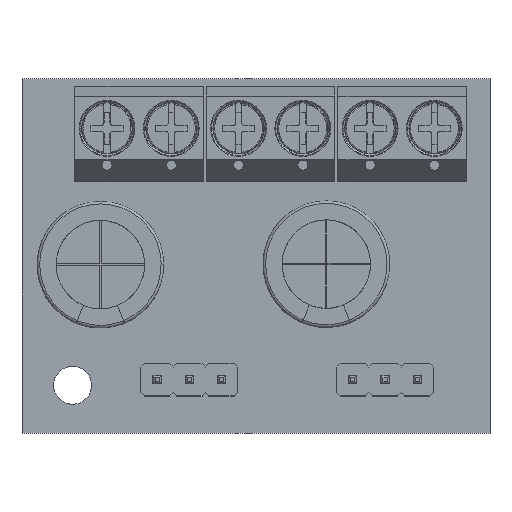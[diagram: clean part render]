
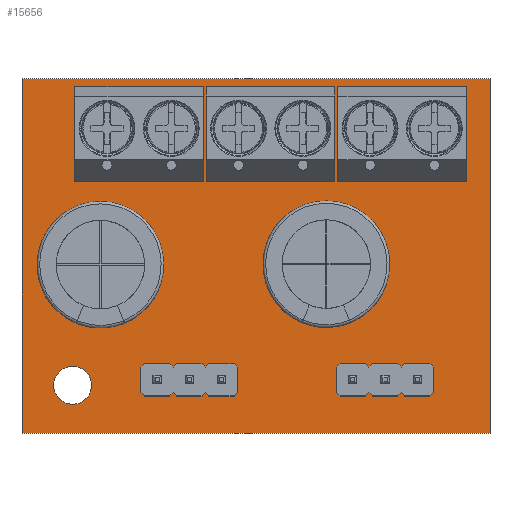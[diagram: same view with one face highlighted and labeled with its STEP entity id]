
A CAD part, top view. The second image highlights one B-rep face of the part: STEP entity #15656.
In plain terms, the highlighted planar face has unit normal (0, 0, 1).
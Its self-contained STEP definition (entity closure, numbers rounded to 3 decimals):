
#15357 = VERTEX_POINT('',#15358);
#15358 = CARTESIAN_POINT('',(-43.,-26.,1.6));
#15364 = EDGE_CURVE('',#15357,#15365,#15367,.T.);
#15365 = VERTEX_POINT('',#15366);
#15366 = CARTESIAN_POINT('',(-80.,-26.,1.6));
#15367 = LINE('',#15368,#15369);
#15368 = CARTESIAN_POINT('',(-43.,-26.,1.6));
#15369 = VECTOR('',#15370,1.);
#15370 = DIRECTION('',(-1.,0.,0.));
#15397 = VERTEX_POINT('',#15398);
#15398 = CARTESIAN_POINT('',(-43.,2.,1.6));
#15404 = EDGE_CURVE('',#15397,#15357,#15405,.T.);
#15405 = LINE('',#15406,#15407);
#15406 = CARTESIAN_POINT('',(-43.,2.,1.6));
#15407 = VECTOR('',#15408,1.);
#15408 = DIRECTION('',(0.,-1.,0.));
#15426 = EDGE_CURVE('',#15365,#15427,#15429,.T.);
#15427 = VERTEX_POINT('',#15428);
#15428 = CARTESIAN_POINT('',(-80.,2.,1.6));
#15429 = LINE('',#15430,#15431);
#15430 = CARTESIAN_POINT('',(-80.,-26.,1.6));
#15431 = VECTOR('',#15432,1.);
#15432 = DIRECTION('',(0.,1.,0.));
#15656 = ADVANCED_FACE('',(#15657,#15668,#15679,#15690,#15701,#15712,
    #15723,#15734,#15745,#15756,#15767,#15778,#15789,#15800,#15811,
    #15822,#15833,#15844),#15855,.F.);
#15657 = FACE_BOUND('',#15658,.F.);
#15658 = EDGE_LOOP('',(#15659,#15660,#15661,#15667));
#15659 = ORIENTED_EDGE('',*,*,#15364,.T.);
#15660 = ORIENTED_EDGE('',*,*,#15426,.T.);
#15661 = ORIENTED_EDGE('',*,*,#15662,.T.);
#15662 = EDGE_CURVE('',#15427,#15397,#15663,.T.);
#15663 = LINE('',#15664,#15665);
#15664 = CARTESIAN_POINT('',(-80.,2.,1.6));
#15665 = VECTOR('',#15666,1.);
#15666 = DIRECTION('',(1.,0.,0.));
#15667 = ORIENTED_EDGE('',*,*,#15404,.T.);
#15668 = FACE_BOUND('',#15669,.F.);
#15669 = EDGE_LOOP('',(#15670));
#15670 = ORIENTED_EDGE('',*,*,#15671,.F.);
#15671 = EDGE_CURVE('',#15672,#15672,#15674,.T.);
#15672 = VERTEX_POINT('',#15673);
#15673 = CARTESIAN_POINT('',(-48.76,-22.3,1.6));
#15674 = CIRCLE('',#15675,0.5);
#15675 = AXIS2_PLACEMENT_3D('',#15676,#15677,#15678);
#15676 = CARTESIAN_POINT('',(-48.76,-21.8,1.6));
#15677 = DIRECTION('',(-0.,0.,-1.));
#15678 = DIRECTION('',(-0.,-1.,0.));
#15679 = FACE_BOUND('',#15680,.F.);
#15680 = EDGE_LOOP('',(#15681));
#15681 = ORIENTED_EDGE('',*,*,#15682,.F.);
#15682 = EDGE_CURVE('',#15683,#15683,#15685,.T.);
#15683 = VERTEX_POINT('',#15684);
#15684 = CARTESIAN_POINT('',(-51.3,-22.3,1.6));
#15685 = CIRCLE('',#15686,0.5);
#15686 = AXIS2_PLACEMENT_3D('',#15687,#15688,#15689);
#15687 = CARTESIAN_POINT('',(-51.3,-21.8,1.6));
#15688 = DIRECTION('',(-0.,0.,-1.));
#15689 = DIRECTION('',(-0.,-1.,0.));
#15690 = FACE_BOUND('',#15691,.F.);
#15691 = EDGE_LOOP('',(#15692));
#15692 = ORIENTED_EDGE('',*,*,#15693,.F.);
#15693 = EDGE_CURVE('',#15694,#15694,#15696,.T.);
#15694 = VERTEX_POINT('',#15695);
#15695 = CARTESIAN_POINT('',(-53.84,-22.3,1.6));
#15696 = CIRCLE('',#15697,0.5);
#15697 = AXIS2_PLACEMENT_3D('',#15698,#15699,#15700);
#15698 = CARTESIAN_POINT('',(-53.84,-21.8,1.6));
#15699 = DIRECTION('',(-0.,0.,-1.));
#15700 = DIRECTION('',(-0.,-1.,0.));
#15701 = FACE_BOUND('',#15702,.F.);
#15702 = EDGE_LOOP('',(#15703));
#15703 = ORIENTED_EDGE('',*,*,#15704,.F.);
#15704 = EDGE_CURVE('',#15705,#15705,#15707,.T.);
#15705 = VERTEX_POINT('',#15706);
#15706 = CARTESIAN_POINT('',(-55.94,-15.656,1.6));
#15707 = CIRCLE('',#15708,0.5);
#15708 = AXIS2_PLACEMENT_3D('',#15709,#15710,#15711);
#15709 = CARTESIAN_POINT('',(-55.94,-15.156,1.6));
#15710 = DIRECTION('',(-0.,0.,-1.));
#15711 = DIRECTION('',(-0.,-1.,0.));
#15712 = FACE_BOUND('',#15713,.F.);
#15713 = EDGE_LOOP('',(#15714));
#15714 = ORIENTED_EDGE('',*,*,#15715,.F.);
#15715 = EDGE_CURVE('',#15716,#15716,#15718,.T.);
#15716 = VERTEX_POINT('',#15717);
#15717 = CARTESIAN_POINT('',(-64.245,-22.3,1.6));
#15718 = CIRCLE('',#15719,0.5);
#15719 = AXIS2_PLACEMENT_3D('',#15720,#15721,#15722);
#15720 = CARTESIAN_POINT('',(-64.245,-21.8,1.6));
#15721 = DIRECTION('',(-0.,0.,-1.));
#15722 = DIRECTION('',(-0.,-1.,0.));
#15723 = FACE_BOUND('',#15724,.F.);
#15724 = EDGE_LOOP('',(#15725));
#15725 = ORIENTED_EDGE('',*,*,#15726,.F.);
#15726 = EDGE_CURVE('',#15727,#15727,#15729,.T.);
#15727 = VERTEX_POINT('',#15728);
#15728 = CARTESIAN_POINT('',(-66.785,-22.3,1.6));
#15729 = CIRCLE('',#15730,0.5);
#15730 = AXIS2_PLACEMENT_3D('',#15731,#15732,#15733);
#15731 = CARTESIAN_POINT('',(-66.785,-21.8,1.6));
#15732 = DIRECTION('',(-0.,0.,-1.));
#15733 = DIRECTION('',(-0.,-1.,0.));
#15734 = FACE_BOUND('',#15735,.F.);
#15735 = EDGE_LOOP('',(#15736));
#15736 = ORIENTED_EDGE('',*,*,#15737,.F.);
#15737 = EDGE_CURVE('',#15738,#15738,#15740,.T.);
#15738 = VERTEX_POINT('',#15739);
#15739 = CARTESIAN_POINT('',(-69.325,-22.3,1.6));
#15740 = CIRCLE('',#15741,0.5);
#15741 = AXIS2_PLACEMENT_3D('',#15742,#15743,#15744);
#15742 = CARTESIAN_POINT('',(-69.325,-21.8,1.6));
#15743 = DIRECTION('',(-0.,0.,-1.));
#15744 = DIRECTION('',(-0.,-1.,0.));
#15745 = FACE_BOUND('',#15746,.F.);
#15746 = EDGE_LOOP('',(#15747));
#15747 = ORIENTED_EDGE('',*,*,#15748,.F.);
#15748 = EDGE_CURVE('',#15749,#15749,#15751,.T.);
#15749 = VERTEX_POINT('',#15750);
#15750 = CARTESIAN_POINT('',(-76.,-23.724,1.6));
#15751 = CIRCLE('',#15752,1.5);
#15752 = AXIS2_PLACEMENT_3D('',#15753,#15754,#15755);
#15753 = CARTESIAN_POINT('',(-76.,-22.224,1.6));
#15754 = DIRECTION('',(-0.,0.,-1.));
#15755 = DIRECTION('',(-0.,-1.,0.));
#15756 = FACE_BOUND('',#15757,.F.);
#15757 = EDGE_LOOP('',(#15758));
#15758 = ORIENTED_EDGE('',*,*,#15759,.F.);
#15759 = EDGE_CURVE('',#15760,#15760,#15762,.T.);
#15760 = VERTEX_POINT('',#15761);
#15761 = CARTESIAN_POINT('',(-73.8,-15.7,1.6));
#15762 = CIRCLE('',#15763,0.5);
#15763 = AXIS2_PLACEMENT_3D('',#15764,#15765,#15766);
#15764 = CARTESIAN_POINT('',(-73.8,-15.2,1.6));
#15765 = DIRECTION('',(-0.,0.,-1.));
#15766 = DIRECTION('',(-0.,-1.,0.));
#15767 = FACE_BOUND('',#15768,.F.);
#15768 = EDGE_LOOP('',(#15769));
#15769 = ORIENTED_EDGE('',*,*,#15770,.F.);
#15770 = EDGE_CURVE('',#15771,#15771,#15773,.T.);
#15771 = VERTEX_POINT('',#15772);
#15772 = CARTESIAN_POINT('',(-55.94,-10.656,1.6));
#15773 = CIRCLE('',#15774,0.5);
#15774 = AXIS2_PLACEMENT_3D('',#15775,#15776,#15777);
#15775 = CARTESIAN_POINT('',(-55.94,-10.156,1.6));
#15776 = DIRECTION('',(-0.,0.,-1.));
#15777 = DIRECTION('',(-0.,-1.,0.));
#15778 = FACE_BOUND('',#15779,.F.);
#15779 = EDGE_LOOP('',(#15780));
#15780 = ORIENTED_EDGE('',*,*,#15781,.F.);
#15781 = EDGE_CURVE('',#15782,#15782,#15784,.T.);
#15782 = VERTEX_POINT('',#15783);
#15783 = CARTESIAN_POINT('',(-47.4,-2.45,1.6));
#15784 = CIRCLE('',#15785,0.65);
#15785 = AXIS2_PLACEMENT_3D('',#15786,#15787,#15788);
#15786 = CARTESIAN_POINT('',(-47.4,-1.8,1.6));
#15787 = DIRECTION('',(-0.,0.,-1.));
#15788 = DIRECTION('',(-0.,-1.,0.));
#15789 = FACE_BOUND('',#15790,.F.);
#15790 = EDGE_LOOP('',(#15791));
#15791 = ORIENTED_EDGE('',*,*,#15792,.F.);
#15792 = EDGE_CURVE('',#15793,#15793,#15795,.T.);
#15793 = VERTEX_POINT('',#15794);
#15794 = CARTESIAN_POINT('',(-52.48,-2.45,1.6));
#15795 = CIRCLE('',#15796,0.65);
#15796 = AXIS2_PLACEMENT_3D('',#15797,#15798,#15799);
#15797 = CARTESIAN_POINT('',(-52.48,-1.8,1.6));
#15798 = DIRECTION('',(-0.,0.,-1.));
#15799 = DIRECTION('',(0.,-1.,-0.));
#15800 = FACE_BOUND('',#15801,.F.);
#15801 = EDGE_LOOP('',(#15802));
#15802 = ORIENTED_EDGE('',*,*,#15803,.F.);
#15803 = EDGE_CURVE('',#15804,#15804,#15806,.T.);
#15804 = VERTEX_POINT('',#15805);
#15805 = CARTESIAN_POINT('',(-57.8,-2.45,1.6));
#15806 = CIRCLE('',#15807,0.65);
#15807 = AXIS2_PLACEMENT_3D('',#15808,#15809,#15810);
#15808 = CARTESIAN_POINT('',(-57.8,-1.8,1.6));
#15809 = DIRECTION('',(-0.,0.,-1.));
#15810 = DIRECTION('',(-0.,-1.,0.));
#15811 = FACE_BOUND('',#15812,.F.);
#15812 = EDGE_LOOP('',(#15813));
#15813 = ORIENTED_EDGE('',*,*,#15814,.F.);
#15814 = EDGE_CURVE('',#15815,#15815,#15817,.T.);
#15815 = VERTEX_POINT('',#15816);
#15816 = CARTESIAN_POINT('',(-73.8,-10.7,1.6));
#15817 = CIRCLE('',#15818,0.5);
#15818 = AXIS2_PLACEMENT_3D('',#15819,#15820,#15821);
#15819 = CARTESIAN_POINT('',(-73.8,-10.2,1.6));
#15820 = DIRECTION('',(-0.,0.,-1.));
#15821 = DIRECTION('',(-0.,-1.,0.));
#15822 = FACE_BOUND('',#15823,.F.);
#15823 = EDGE_LOOP('',(#15824));
#15824 = ORIENTED_EDGE('',*,*,#15825,.F.);
#15825 = EDGE_CURVE('',#15826,#15826,#15828,.T.);
#15826 = VERTEX_POINT('',#15827);
#15827 = CARTESIAN_POINT('',(-62.88,-2.45,1.6));
#15828 = CIRCLE('',#15829,0.65);
#15829 = AXIS2_PLACEMENT_3D('',#15830,#15831,#15832);
#15830 = CARTESIAN_POINT('',(-62.88,-1.8,1.6));
#15831 = DIRECTION('',(-0.,0.,-1.));
#15832 = DIRECTION('',(0.,-1.,0.));
#15833 = FACE_BOUND('',#15834,.F.);
#15834 = EDGE_LOOP('',(#15835));
#15835 = ORIENTED_EDGE('',*,*,#15836,.F.);
#15836 = EDGE_CURVE('',#15837,#15837,#15839,.T.);
#15837 = VERTEX_POINT('',#15838);
#15838 = CARTESIAN_POINT('',(-68.2,-2.45,1.6));
#15839 = CIRCLE('',#15840,0.65);
#15840 = AXIS2_PLACEMENT_3D('',#15841,#15842,#15843);
#15841 = CARTESIAN_POINT('',(-68.2,-1.8,1.6));
#15842 = DIRECTION('',(-0.,0.,-1.));
#15843 = DIRECTION('',(0.,-1.,0.));
#15844 = FACE_BOUND('',#15845,.F.);
#15845 = EDGE_LOOP('',(#15846));
#15846 = ORIENTED_EDGE('',*,*,#15847,.F.);
#15847 = EDGE_CURVE('',#15848,#15848,#15850,.T.);
#15848 = VERTEX_POINT('',#15849);
#15849 = CARTESIAN_POINT('',(-73.28,-2.45,1.6));
#15850 = CIRCLE('',#15851,0.65);
#15851 = AXIS2_PLACEMENT_3D('',#15852,#15853,#15854);
#15852 = CARTESIAN_POINT('',(-73.28,-1.8,1.6));
#15853 = DIRECTION('',(-0.,0.,-1.));
#15854 = DIRECTION('',(-0.,-1.,0.));
#15855 = PLANE('',#15856);
#15856 = AXIS2_PLACEMENT_3D('',#15857,#15858,#15859);
#15857 = CARTESIAN_POINT('',(-61.5,-12.,1.6));
#15858 = DIRECTION('',(-0.,-0.,-1.));
#15859 = DIRECTION('',(-1.,0.,0.));
